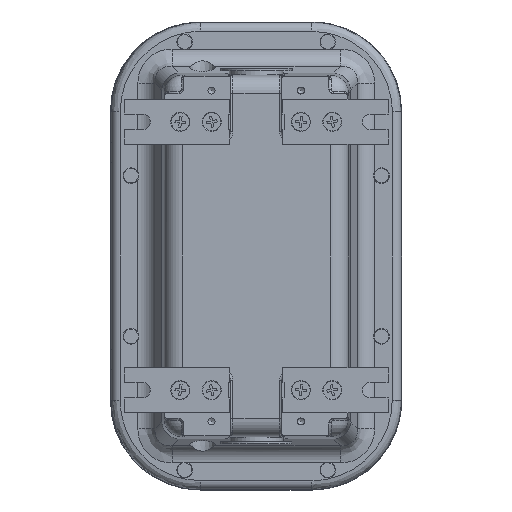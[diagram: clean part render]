
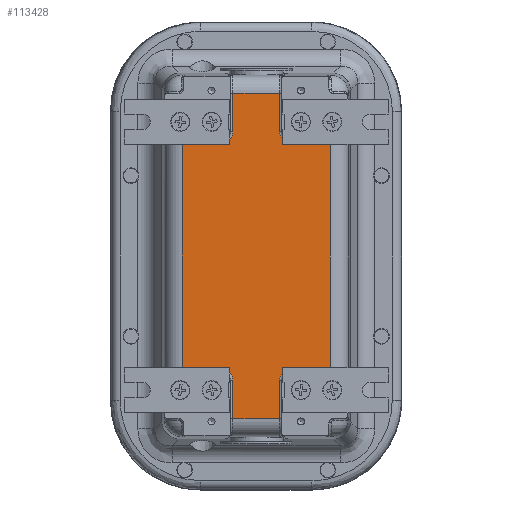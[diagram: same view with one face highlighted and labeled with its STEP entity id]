
A CAD part, front view. The second image highlights one B-rep face of the part: STEP entity #113428.
In plain terms, the highlighted planar face has unit normal (0, -1, 0).
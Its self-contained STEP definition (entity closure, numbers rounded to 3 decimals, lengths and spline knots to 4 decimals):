
#1286=PLANE('',#120188);
#7952=FACE_OUTER_BOUND('',#14129,.T.);
#14129=EDGE_LOOP('',(#81447,#81448,#81449,#81450,#81451,#81452,#81453,#81454,
#81455,#81456,#81457,#81458,#81459,#81460,#81461,#81462));
#20820=LINE('',#162051,#35678);
#20821=LINE('',#162060,#35679);
#20822=LINE('',#162139,#35680);
#20823=LINE('',#162142,#35681);
#20824=LINE('',#162144,#35682);
#20825=LINE('',#162148,#35683);
#20826=LINE('',#162149,#35684);
#20827=LINE('',#162151,#35685);
#20828=LINE('',#162155,#35686);
#20829=LINE('',#162157,#35687);
#20830=LINE('',#162159,#35688);
#20831=LINE('',#162162,#35689);
#35678=VECTOR('',#128608,0.3937);
#35679=VECTOR('',#128621,0.3937);
#35680=VECTOR('',#128630,0.3937);
#35681=VECTOR('',#128635,0.3937);
#35682=VECTOR('',#128636,0.3937);
#35683=VECTOR('',#128639,0.3937);
#35684=VECTOR('',#128640,0.3937);
#35685=VECTOR('',#128641,0.3937);
#35686=VECTOR('',#128644,0.3937);
#35687=VECTOR('',#128645,0.3937);
#35688=VECTOR('',#128646,0.3937);
#35689=VECTOR('',#128649,0.3937);
#50277=CIRCLE('',#120180,0.3125);
#50282=CIRCLE('',#120189,0.3125);
#50283=CIRCLE('',#120190,0.3125);
#50284=CIRCLE('',#120191,0.3125);
#52018=VERTEX_POINT('',#161756);
#52026=VERTEX_POINT('',#161983);
#52029=VERTEX_POINT('',#162041);
#52031=VERTEX_POINT('',#162047);
#52033=VERTEX_POINT('',#162053);
#52034=VERTEX_POINT('',#162058);
#52036=VERTEX_POINT('',#162138);
#52037=VERTEX_POINT('',#162143);
#52038=VERTEX_POINT('',#162145);
#52039=VERTEX_POINT('',#162147);
#52040=VERTEX_POINT('',#162150);
#52041=VERTEX_POINT('',#162152);
#52042=VERTEX_POINT('',#162154);
#52043=VERTEX_POINT('',#162156);
#52044=VERTEX_POINT('',#162158);
#52045=VERTEX_POINT('',#162160);
#63560=EDGE_CURVE('',#52029,#52031,#20820,.T.);
#63563=EDGE_CURVE('',#52031,#52033,#50277,.T.);
#63565=EDGE_CURVE('',#52033,#52034,#20821,.T.);
#63569=EDGE_CURVE('',#52034,#52036,#20822,.T.);
#63571=EDGE_CURVE('',#52018,#52029,#20823,.T.);
#63572=EDGE_CURVE('',#52037,#52018,#20824,.T.);
#63573=EDGE_CURVE('',#52038,#52037,#50282,.T.);
#63574=EDGE_CURVE('',#52039,#52038,#20825,.T.);
#63575=EDGE_CURVE('',#52026,#52039,#20826,.T.);
#63576=EDGE_CURVE('',#52040,#52026,#20827,.T.);
#63577=EDGE_CURVE('',#52041,#52040,#50283,.T.);
#63578=EDGE_CURVE('',#52042,#52041,#20828,.T.);
#63579=EDGE_CURVE('',#52043,#52042,#20829,.T.);
#63580=EDGE_CURVE('',#52044,#52043,#20830,.T.);
#63581=EDGE_CURVE('',#52045,#52044,#50284,.T.);
#63582=EDGE_CURVE('',#52036,#52045,#20831,.T.);
#81447=ORIENTED_EDGE('',*,*,#63565,.F.);
#81448=ORIENTED_EDGE('',*,*,#63563,.F.);
#81449=ORIENTED_EDGE('',*,*,#63560,.F.);
#81450=ORIENTED_EDGE('',*,*,#63571,.F.);
#81451=ORIENTED_EDGE('',*,*,#63572,.F.);
#81452=ORIENTED_EDGE('',*,*,#63573,.F.);
#81453=ORIENTED_EDGE('',*,*,#63574,.F.);
#81454=ORIENTED_EDGE('',*,*,#63575,.F.);
#81455=ORIENTED_EDGE('',*,*,#63576,.F.);
#81456=ORIENTED_EDGE('',*,*,#63577,.F.);
#81457=ORIENTED_EDGE('',*,*,#63578,.F.);
#81458=ORIENTED_EDGE('',*,*,#63579,.F.);
#81459=ORIENTED_EDGE('',*,*,#63580,.F.);
#81460=ORIENTED_EDGE('',*,*,#63581,.F.);
#81461=ORIENTED_EDGE('',*,*,#63582,.F.);
#81462=ORIENTED_EDGE('',*,*,#63569,.F.);
#113428=ADVANCED_FACE('',(#7952),#1286,.T.);
#120180=AXIS2_PLACEMENT_3D('',#162056,#128615,#128616);
#120188=AXIS2_PLACEMENT_3D('',#162141,#128633,#128634);
#120189=AXIS2_PLACEMENT_3D('',#162146,#128637,#128638);
#120190=AXIS2_PLACEMENT_3D('',#162153,#128642,#128643);
#120191=AXIS2_PLACEMENT_3D('',#162161,#128647,#128648);
#128608=DIRECTION('',(0.,0.,1.));
#128615=DIRECTION('center_axis',(0.,-1.,0.));
#128616=DIRECTION('ref_axis',(0.707,0.,0.707));
#128621=DIRECTION('',(-1.,0.,0.));
#128630=DIRECTION('',(0.,0.,1.));
#128633=DIRECTION('center_axis',(0.,-1.,0.));
#128634=DIRECTION('ref_axis',(0.,0.,-1.));
#128635=DIRECTION('',(-1.,0.,0.));
#128636=DIRECTION('',(0.,0.,-1.));
#128637=DIRECTION('center_axis',(0.,-1.,0.));
#128638=DIRECTION('ref_axis',(-0.707,0.,0.707));
#128639=DIRECTION('',(-1.,0.,0.));
#128640=DIRECTION('',(0.,0.,-1.));
#128641=DIRECTION('',(1.,0.,0.));
#128642=DIRECTION('center_axis',(0.,-1.,0.));
#128643=DIRECTION('ref_axis',(-0.707,0.,-0.707));
#128644=DIRECTION('',(0.,0.,-1.));
#128645=DIRECTION('',(1.,0.,0.));
#128646=DIRECTION('',(0.,0.,1.));
#128647=DIRECTION('center_axis',(0.,-1.,0.));
#128648=DIRECTION('ref_axis',(0.707,0.,-0.707));
#128649=DIRECTION('',(1.,0.,0.));
#161756=CARTESIAN_POINT('',(0.6563,-3.7813,-4.5492));
#161983=CARTESIAN_POINT('',(2.0726,-3.7813,3.1641));
#162041=CARTESIAN_POINT('',(-0.6563,-3.7813,-4.5492));
#162047=CARTESIAN_POINT('',(-0.6563,-3.7813,-3.4766));
#162051=CARTESIAN_POINT('',(-0.6563,-3.7813,-1.6133));
#162053=CARTESIAN_POINT('',(-0.9688,-3.7813,-3.1641));
#162056=CARTESIAN_POINT('Origin',(-0.9688,-3.7813,-3.4766));
#162058=CARTESIAN_POINT('',(-2.0726,-3.7813,-3.1641));
#162060=CARTESIAN_POINT('',(-1.3438,-3.7813,-3.1641));
#162138=CARTESIAN_POINT('',(-2.0726,-3.7813,3.1641));
#162139=CARTESIAN_POINT('',(-2.0726,-3.7813,-2.582));
#162141=CARTESIAN_POINT('Origin',(0.,-3.7813,0.));
#162142=CARTESIAN_POINT('',(1.3438,-3.7813,-4.5492));
#162143=CARTESIAN_POINT('',(0.6563,-3.7813,-3.4766));
#162144=CARTESIAN_POINT('',(0.6563,-3.7813,-1.6133));
#162145=CARTESIAN_POINT('',(0.9688,-3.7813,-3.1641));
#162146=CARTESIAN_POINT('Origin',(0.9688,-3.7813,-3.4766));
#162147=CARTESIAN_POINT('',(2.0726,-3.7813,-3.1641));
#162148=CARTESIAN_POINT('',(1.3438,-3.7813,-3.1641));
#162149=CARTESIAN_POINT('',(2.0726,-3.7813,2.582));
#162150=CARTESIAN_POINT('',(0.9688,-3.7813,3.1641));
#162151=CARTESIAN_POINT('',(1.3438,-3.7813,3.1641));
#162152=CARTESIAN_POINT('',(0.6563,-3.7813,3.4766));
#162153=CARTESIAN_POINT('Origin',(0.9688,-3.7813,3.4766));
#162154=CARTESIAN_POINT('',(0.6563,-3.7813,4.5492));
#162155=CARTESIAN_POINT('',(0.6563,-3.7813,1.6133));
#162156=CARTESIAN_POINT('',(-0.6563,-3.7813,4.5492));
#162157=CARTESIAN_POINT('',(-2.0313,-3.7813,4.5492));
#162158=CARTESIAN_POINT('',(-0.6563,-3.7813,3.4766));
#162159=CARTESIAN_POINT('',(-0.6563,-3.7813,1.6133));
#162160=CARTESIAN_POINT('',(-0.9688,-3.7813,3.1641));
#162161=CARTESIAN_POINT('Origin',(-0.9688,-3.7813,3.4766));
#162162=CARTESIAN_POINT('',(-1.3438,-3.7813,3.1641));
